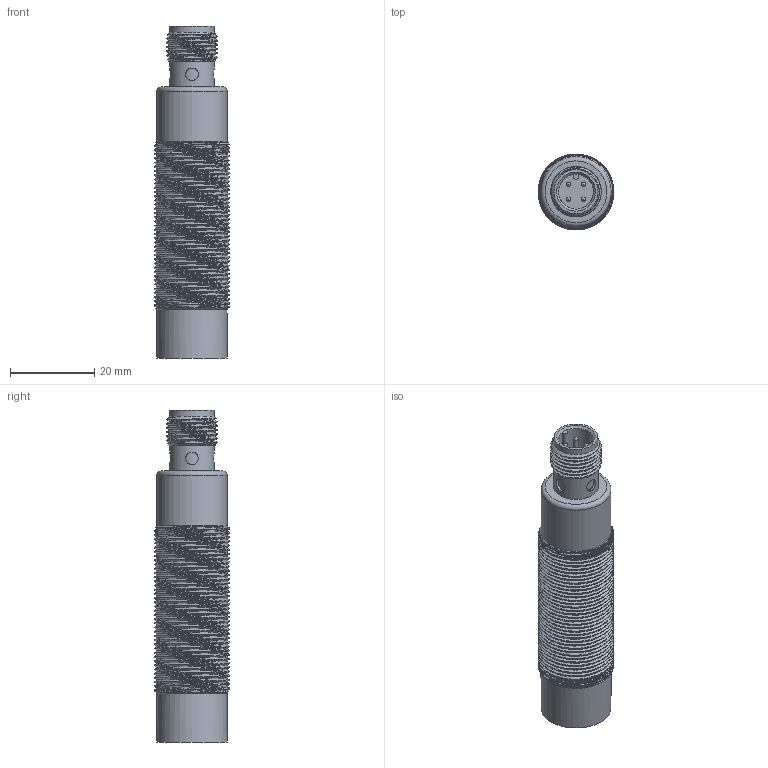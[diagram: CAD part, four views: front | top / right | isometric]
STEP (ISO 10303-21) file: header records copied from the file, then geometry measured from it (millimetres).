
FILE_DESCRIPTION(/* description */ (''),/* implementation_level */ '2;1');
FILE_NAME(/* name */ 'FCM2-1808X-XRU4.stp',/* time_stamp */ '2020-03-16T19:29:08+08:00',/* author */ (''),/* organization */ (''),/* preprocessor_version */ 'ST-DEVELOPER v16.7',/* originating_system */ 'SIEMENS PLM Software NX 12.0',/* authorisation */ '');
FILE_SCHEMA (('AUTOMOTIVE_DESIGN { 1 0 10303 214 3 1 1 1 }'));
Length unit declared in the file: millimetre
Products named in the file (1): FCM2-1808X-XRU4
Bounding box: 18 x 18 x 79 mm (x, y, z)
Volume: 15831 mm3; surface area: 6139.7 mm2
Topology: 1 solids, 1 shells, 44 faces, 107 edges, 70 vertices
Faces by surface type: cylinder 22, plane 7, cone 6, bspline 4, sphere 4, torus 1
Full cylindrical faces by diameter (mm): 1 x4, 3 x4, 10.5 x1, 10.7 x1, 16.7 x2
Entity records: 13252 total; most frequent: CARTESIAN_POINT 12465, DIRECTION 150, ORIENTED_EDGE 126, EDGE_LOOP 71, AXIS2_PLACEMENT_3D 71, EDGE_CURVE 63, VERTEX_POINT 50, FACE_BOUND 49
